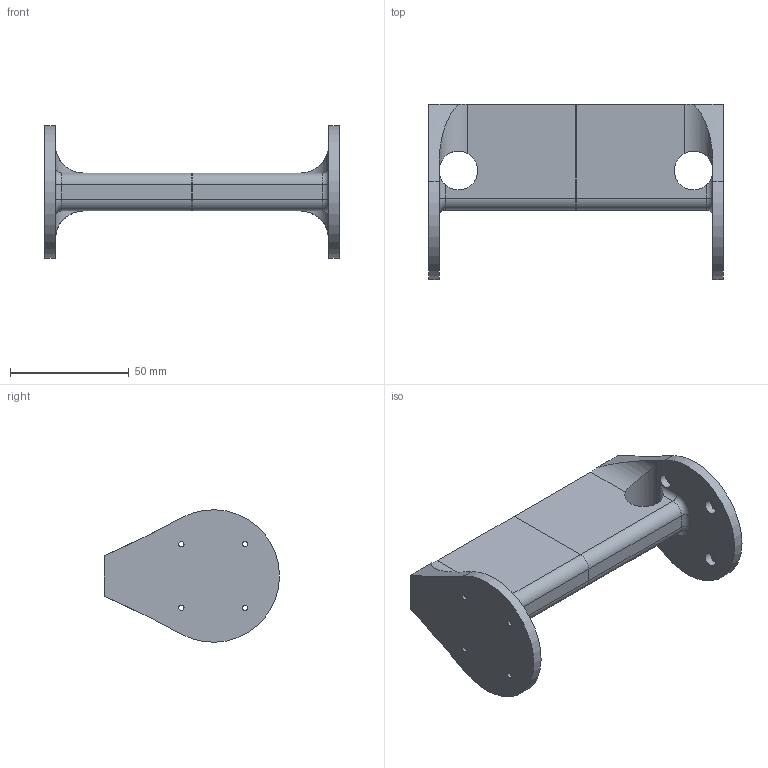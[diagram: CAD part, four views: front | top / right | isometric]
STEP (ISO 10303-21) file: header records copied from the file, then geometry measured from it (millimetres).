
FILE_DESCRIPTION(/* description */ (''),/* implementation_level */ '2;1');
FILE_NAME(/* name */ 'Motor Mount.step',/* time_stamp */ '2024-02-28T17:12:55+08:00',/* author */ (''),/* organization */ (''),/* preprocessor_version */ 'ST-DEVELOPER v20',/* originating_system */ 'Autodesk Translation Framework v12.20.1.177',/* authorisation */ '');
FILE_SCHEMA (('AUTOMOTIVE_DESIGN { 1 0 10303 214 3 1 1 }'));
Length unit declared in the file: millimetre
Products named in the file (3): AGV V3; MotorWheel; MotorWheel v2(Mirror)
Assembly tree (2 placements, depth 2):
  AGV V3
    MotorWheel
    MotorWheel v2(Mirror)
Bounding box: 124 x 73.69 x 55.79 mm (x, y, z)
Volume: 101025.2 mm3; surface area: 28684.3 mm2
Topology: 2 solids, 2 shells, 68 faces, 172 edges, 112 vertices
Faces by surface type: cylinder 40, plane 24, torus 4
Full cylindrical faces by diameter (mm): 2.25 x8, 6 x8, 7.5 x2
Entity records: 2431 total; most frequent: CARTESIAN_POINT 558, DIRECTION 384, ORIENTED_EDGE 344, EDGE_CURVE 172, AXIS2_PLACEMENT_3D 154, VERTEX_POINT 112, EDGE_LOOP 92, CIRCLE 80
